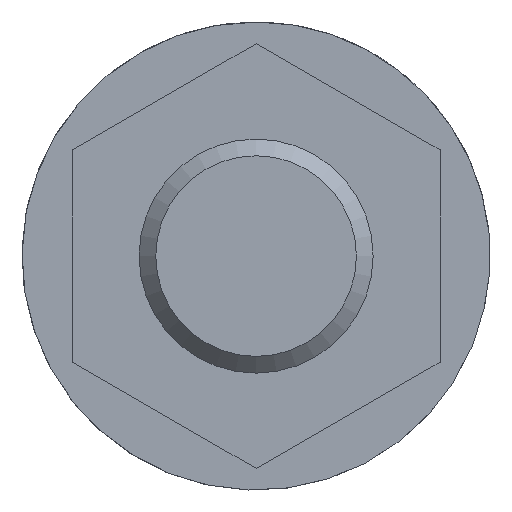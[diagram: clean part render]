
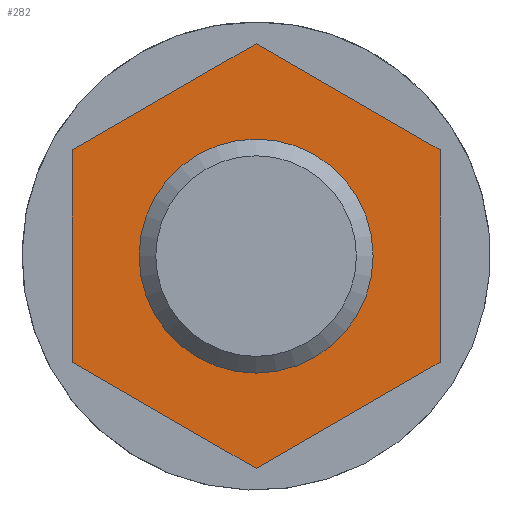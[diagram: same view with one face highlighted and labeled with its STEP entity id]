
A CAD part, front view. The second image highlights one B-rep face of the part: STEP entity #282.
In plain terms, the highlighted planar face has unit normal (0, -1, 0).
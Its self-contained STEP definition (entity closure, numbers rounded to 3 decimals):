
#50 = FACE_BOUND ( 'NONE', #443, .T. ) ;
#52 = ORIENTED_EDGE ( 'NONE', *, *, #230, .F. ) ;
#59 = CARTESIAN_POINT ( 'NONE',  ( -11., 3.5, -6.351 ) ) ;
#61 = ORIENTED_EDGE ( 'NONE', *, *, #698, .F. ) ;
#76 = VECTOR ( 'NONE', #550, 1000. ) ;
#98 = VECTOR ( 'NONE', #539, 1000. ) ;
#102 = CARTESIAN_POINT ( 'NONE',  ( -11., 3.5, 0. ) ) ;
#107 = EDGE_CURVE ( 'NONE', #537, #605, #407, .T. ) ;
#123 = EDGE_CURVE ( 'NONE', #605, #271, #745, .T. ) ;
#139 = ORIENTED_EDGE ( 'NONE', *, *, #123, .F. ) ;
#174 = CARTESIAN_POINT ( 'NONE',  ( 0., 3.5, 7. ) ) ;
#179 = LINE ( 'NONE', #296, #76 ) ;
#183 = DIRECTION ( 'NONE',  ( 0., 0., 1. ) ) ;
#191 = CARTESIAN_POINT ( 'NONE',  ( -11., 3.5, 6.351 ) ) ;
#203 = VECTOR ( 'NONE', #541, 1000. ) ;
#211 = DIRECTION ( 'NONE',  ( 0.866, 0., 0.5 ) ) ;
#215 = CARTESIAN_POINT ( 'NONE',  ( 5.5, 3.5, 9.526 ) ) ;
#224 = EDGE_LOOP ( 'NONE', ( #596, #377, #61, #406, #139, #780 ) ) ;
#230 = EDGE_CURVE ( 'NONE', #828, #828, #776, .T. ) ;
#232 = LINE ( 'NONE', #102, #98 ) ;
#242 = DIRECTION ( 'NONE',  ( 0., -1., 0. ) ) ;
#252 = CARTESIAN_POINT ( 'NONE',  ( 0., 3.5, 0. ) ) ;
#263 = VERTEX_POINT ( 'NONE', #366 ) ;
#271 = VERTEX_POINT ( 'NONE', #59 ) ;
#282 = ADVANCED_FACE ( 'NONE', ( #432, #50 ), #762, .T. ) ;
#296 = CARTESIAN_POINT ( 'NONE',  ( 11., 3.5, 0. ) ) ;
#360 = CARTESIAN_POINT ( 'NONE',  ( -5.5, 3.5, -9.526 ) ) ;
#362 = VERTEX_POINT ( 'NONE', #815 ) ;
#366 = CARTESIAN_POINT ( 'NONE',  ( 11., 3.5, 6.351 ) ) ;
#371 = DIRECTION ( 'NONE',  ( 0., -1., 0. ) ) ;
#377 = ORIENTED_EDGE ( 'NONE', *, *, #705, .F. ) ;
#399 = LINE ( 'NONE', #215, #671 ) ;
#406 = ORIENTED_EDGE ( 'NONE', *, *, #503, .F. ) ;
#407 = LINE ( 'NONE', #673, #203 ) ;
#430 = AXIS2_PLACEMENT_3D ( 'NONE', #833, #371, #827 ) ;
#432 = FACE_OUTER_BOUND ( 'NONE', #224, .T. ) ;
#443 = EDGE_LOOP ( 'NONE', ( #52 ) ) ;
#451 = CARTESIAN_POINT ( 'NONE',  ( 0., 3.5, -12.702 ) ) ;
#503 = EDGE_CURVE ( 'NONE', #271, #824, #232, .T. ) ;
#532 = DIRECTION ( 'NONE',  ( 0.866, 0., -0.5 ) ) ;
#537 = VERTEX_POINT ( 'NONE', #781 ) ;
#539 = DIRECTION ( 'NONE',  ( 0., 0., 1. ) ) ;
#541 = DIRECTION ( 'NONE',  ( -0.866, 0., -0.5 ) ) ;
#550 = DIRECTION ( 'NONE',  ( 0., 0., -1. ) ) ;
#585 = AXIS2_PLACEMENT_3D ( 'NONE', #252, #242, #183 ) ;
#592 = LINE ( 'NONE', #657, #660 ) ;
#596 = ORIENTED_EDGE ( 'NONE', *, *, #814, .F. ) ;
#605 = VERTEX_POINT ( 'NONE', #451 ) ;
#657 = CARTESIAN_POINT ( 'NONE',  ( -5.5, 3.5, 9.526 ) ) ;
#658 = VECTOR ( 'NONE', #809, 1000. ) ;
#660 = VECTOR ( 'NONE', #211, 1000. ) ;
#671 = VECTOR ( 'NONE', #532, 1000. ) ;
#673 = CARTESIAN_POINT ( 'NONE',  ( 5.5, 3.5, -9.526 ) ) ;
#698 = EDGE_CURVE ( 'NONE', #824, #362, #592, .T. ) ;
#705 = EDGE_CURVE ( 'NONE', #362, #263, #399, .T. ) ;
#745 = LINE ( 'NONE', #360, #658 ) ;
#762 = PLANE ( 'NONE',  #430 ) ;
#776 = CIRCLE ( 'NONE', #585, 7. ) ;
#780 = ORIENTED_EDGE ( 'NONE', *, *, #107, .F. ) ;
#781 = CARTESIAN_POINT ( 'NONE',  ( 11., 3.5, -6.351 ) ) ;
#809 = DIRECTION ( 'NONE',  ( -0.866, 0., 0.5 ) ) ;
#814 = EDGE_CURVE ( 'NONE', #263, #537, #179, .T. ) ;
#815 = CARTESIAN_POINT ( 'NONE',  ( 0., 3.5, 12.702 ) ) ;
#824 = VERTEX_POINT ( 'NONE', #191 ) ;
#827 = DIRECTION ( 'NONE',  ( 0., 0., 1. ) ) ;
#828 = VERTEX_POINT ( 'NONE', #174 ) ;
#833 = CARTESIAN_POINT ( 'NONE',  ( 0., 3.5, 0. ) ) ;
